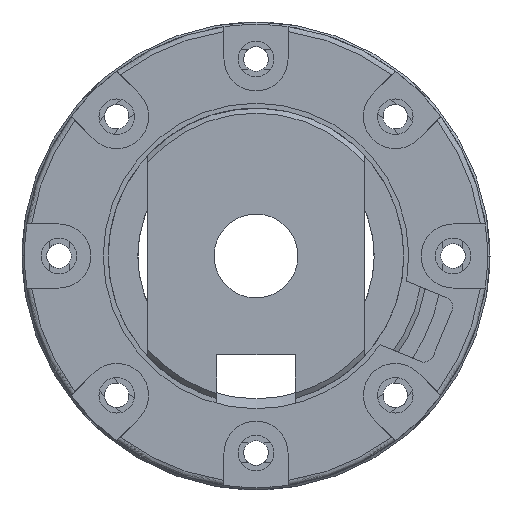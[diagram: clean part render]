
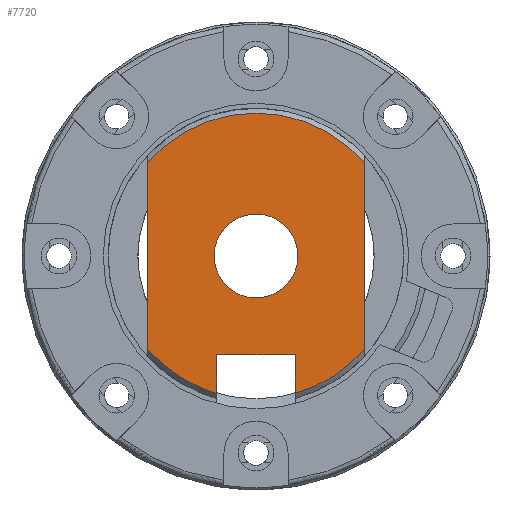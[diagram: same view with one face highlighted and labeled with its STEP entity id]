
A CAD part, left-side view. The second image highlights one B-rep face of the part: STEP entity #7720.
In plain terms, the highlighted planar face has unit normal (-1, 0, 0).
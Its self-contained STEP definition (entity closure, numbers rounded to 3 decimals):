
#77 = DIRECTION ( 'NONE',  ( -1., 0., 0. ) ) ;
#319 = CARTESIAN_POINT ( 'NONE',  ( -188.1, 11., -9.447 ) ) ;
#655 = LINE ( 'NONE', #3602, #9282 ) ;
#818 = CIRCLE ( 'NONE', #6532, 4.25 ) ;
#848 = EDGE_CURVE ( 'NONE', #3228, #2747, #7196, .T. ) ;
#1012 = AXIS2_PLACEMENT_3D ( 'NONE', #5697, #6469, #5071 ) ;
#1082 = VERTEX_POINT ( 'NONE', #7659 ) ;
#1127 = CIRCLE ( 'NONE', #8684, 14.5 ) ;
#1207 = VERTEX_POINT ( 'NONE', #4265 ) ;
#1374 = EDGE_CURVE ( 'NONE', #3963, #7030, #1662, .T. ) ;
#1378 = CARTESIAN_POINT ( 'NONE',  ( -188.1, 0., 0. ) ) ;
#1411 = VECTOR ( 'NONE', #8425, 1000. ) ;
#1449 = AXIS2_PLACEMENT_3D ( 'NONE', #6068, #5975, #2482 ) ;
#1492 = CARTESIAN_POINT ( 'NONE',  ( -188.1, 0., 0. ) ) ;
#1662 = CIRCLE ( 'NONE', #8283, 14.5 ) ;
#1672 = CARTESIAN_POINT ( 'NONE',  ( -188.1, -11., 9.447 ) ) ;
#1740 = CARTESIAN_POINT ( 'NONE',  ( -188.1, 1.626, -3.926 ) ) ;
#1778 = CARTESIAN_POINT ( 'NONE',  ( -188.1, 11., 10.198 ) ) ;
#1913 = EDGE_CURVE ( 'NONE', #1082, #5426, #8403, .T. ) ;
#1922 = VECTOR ( 'NONE', #7021, 1000. ) ;
#1951 = ORIENTED_EDGE ( 'NONE', *, *, #7975, .F. ) ;
#2151 = DIRECTION ( 'NONE',  ( 0., 0.383, -0.924 ) ) ;
#2214 = CARTESIAN_POINT ( 'NONE',  ( -188.1, -4., -10. ) ) ;
#2338 = CARTESIAN_POINT ( 'NONE',  ( -188.1, 0., 0. ) ) ;
#2446 = LINE ( 'NONE', #9117, #5596 ) ;
#2482 = DIRECTION ( 'NONE',  ( 0., -0.383, 0.924 ) ) ;
#2584 = FACE_BOUND ( 'NONE', #4339, .T. ) ;
#2638 = ORIENTED_EDGE ( 'NONE', *, *, #1913, .F. ) ;
#2690 = CARTESIAN_POINT ( 'NONE',  ( -188.1, 1.626, -3.926 ) ) ;
#2700 = CARTESIAN_POINT ( 'NONE',  ( -188.1, -1.626, 3.926 ) ) ;
#2747 = VERTEX_POINT ( 'NONE', #4788 ) ;
#2879 = DIRECTION ( 'NONE',  ( 0., 0., -1. ) ) ;
#2920 = ORIENTED_EDGE ( 'NONE', *, *, #6869, .F. ) ;
#2956 = CIRCLE ( 'NONE', #4175, 14.5 ) ;
#3047 = ORIENTED_EDGE ( 'NONE', *, *, #4371, .T. ) ;
#3228 = VERTEX_POINT ( 'NONE', #6879 ) ;
#3283 = AXIS2_PLACEMENT_3D ( 'NONE', #2690, #5533, #7802 ) ;
#3461 = PLANE ( 'NONE',  #3283 ) ;
#3599 = VERTEX_POINT ( 'NONE', #1740 ) ;
#3602 = CARTESIAN_POINT ( 'NONE',  ( -188.1, -4., -3.926 ) ) ;
#3800 = DIRECTION ( 'NONE',  ( 0., 1., 0. ) ) ;
#3813 = ORIENTED_EDGE ( 'NONE', *, *, #848, .T. ) ;
#3897 = ORIENTED_EDGE ( 'NONE', *, *, #7540, .F. ) ;
#3963 = VERTEX_POINT ( 'NONE', #1672 ) ;
#3991 = EDGE_CURVE ( 'NONE', #7216, #7030, #9173, .T. ) ;
#4032 = FACE_OUTER_BOUND ( 'NONE', #6880, .T. ) ;
#4058 = DIRECTION ( 'NONE',  ( 0., 0., -1. ) ) ;
#4175 = AXIS2_PLACEMENT_3D ( 'NONE', #2338, #6063, #7537 ) ;
#4265 = CARTESIAN_POINT ( 'NONE',  ( -188.1, 5.549, -13.396 ) ) ;
#4305 = DIRECTION ( 'NONE',  ( -1., 0., 0. ) ) ;
#4339 = EDGE_LOOP ( 'NONE', ( #3897, #1951 ) ) ;
#4371 = EDGE_CURVE ( 'NONE', #9124, #3228, #655, .T. ) ;
#4429 = EDGE_CURVE ( 'NONE', #1207, #5426, #2956, .T. ) ;
#4478 = VECTOR ( 'NONE', #4058, 1000. ) ;
#4549 = CARTESIAN_POINT ( 'NONE',  ( -188.1, 0., 0. ) ) ;
#4788 = CARTESIAN_POINT ( 'NONE',  ( -188.1, -11., -9.447 ) ) ;
#4798 = ORIENTED_EDGE ( 'NONE', *, *, #6476, .F. ) ;
#4835 = CARTESIAN_POINT ( 'NONE',  ( -188.1, 4., -3.926 ) ) ;
#4901 = VERTEX_POINT ( 'NONE', #2700 ) ;
#5071 = DIRECTION ( 'NONE',  ( 0., 0.383, -0.924 ) ) ;
#5204 = CARTESIAN_POINT ( 'NONE',  ( -188.1, -11., 10.198 ) ) ;
#5291 = ORIENTED_EDGE ( 'NONE', *, *, #1374, .T. ) ;
#5334 = DIRECTION ( 'NONE',  ( 0., 0.383, -0.924 ) ) ;
#5386 = LINE ( 'NONE', #5204, #4478 ) ;
#5426 = VERTEX_POINT ( 'NONE', #7230 ) ;
#5533 = DIRECTION ( 'NONE',  ( 1., 0., 0. ) ) ;
#5596 = VECTOR ( 'NONE', #3800, 1000. ) ;
#5697 = CARTESIAN_POINT ( 'NONE',  ( -188.1, 0., 0. ) ) ;
#5975 = DIRECTION ( 'NONE',  ( -1., 0., 0. ) ) ;
#5982 = DIRECTION ( 'NONE',  ( 0., -0.383, 0.924 ) ) ;
#5994 = CARTESIAN_POINT ( 'NONE',  ( -188.1, 11., 9.447 ) ) ;
#6060 = DIRECTION ( 'NONE',  ( -1., 0., 0. ) ) ;
#6063 = DIRECTION ( 'NONE',  ( -1., 0., 0. ) ) ;
#6068 = CARTESIAN_POINT ( 'NONE',  ( -188.1, 0., 0. ) ) ;
#6376 = CIRCLE ( 'NONE', #1449, 4.25 ) ;
#6469 = DIRECTION ( 'NONE',  ( -1., 0., 0. ) ) ;
#6476 = EDGE_CURVE ( 'NONE', #9124, #1082, #2446, .T. ) ;
#6532 = AXIS2_PLACEMENT_3D ( 'NONE', #1492, #77, #5982 ) ;
#6869 = EDGE_CURVE ( 'NONE', #3963, #2747, #5386, .T. ) ;
#6879 = CARTESIAN_POINT ( 'NONE',  ( -188.1, -4., -13.937 ) ) ;
#6880 = EDGE_LOOP ( 'NONE', ( #3813, #2920, #5291, #7988, #7055, #9014, #2638, #4798, #3047 ) ) ;
#7021 = DIRECTION ( 'NONE',  ( 0., 0., -1. ) ) ;
#7030 = VERTEX_POINT ( 'NONE', #5994 ) ;
#7055 = ORIENTED_EDGE ( 'NONE', *, *, #9501, .T. ) ;
#7196 = CIRCLE ( 'NONE', #1012, 14.5 ) ;
#7216 = VERTEX_POINT ( 'NONE', #319 ) ;
#7230 = CARTESIAN_POINT ( 'NONE',  ( -188.1, 4., -13.937 ) ) ;
#7537 = DIRECTION ( 'NONE',  ( 0., 0.383, -0.924 ) ) ;
#7540 = EDGE_CURVE ( 'NONE', #4901, #3599, #818, .T. ) ;
#7659 = CARTESIAN_POINT ( 'NONE',  ( -188.1, 4., -10. ) ) ;
#7720 = ADVANCED_FACE ( 'NONE', ( #2584, #4032 ), #3461, .F. ) ;
#7802 = DIRECTION ( 'NONE',  ( 0., 0.383, -0.924 ) ) ;
#7975 = EDGE_CURVE ( 'NONE', #3599, #4901, #6376, .T. ) ;
#7988 = ORIENTED_EDGE ( 'NONE', *, *, #3991, .F. ) ;
#8283 = AXIS2_PLACEMENT_3D ( 'NONE', #4549, #6060, #5334 ) ;
#8403 = LINE ( 'NONE', #4835, #1922 ) ;
#8425 = DIRECTION ( 'NONE',  ( 0., 0., 1. ) ) ;
#8684 = AXIS2_PLACEMENT_3D ( 'NONE', #1378, #4305, #2151 ) ;
#9014 = ORIENTED_EDGE ( 'NONE', *, *, #4429, .T. ) ;
#9117 = CARTESIAN_POINT ( 'NONE',  ( -188.1, -4., -10. ) ) ;
#9124 = VERTEX_POINT ( 'NONE', #2214 ) ;
#9173 = LINE ( 'NONE', #1778, #1411 ) ;
#9282 = VECTOR ( 'NONE', #2879, 1000. ) ;
#9501 = EDGE_CURVE ( 'NONE', #7216, #1207, #1127, .T. ) ;
